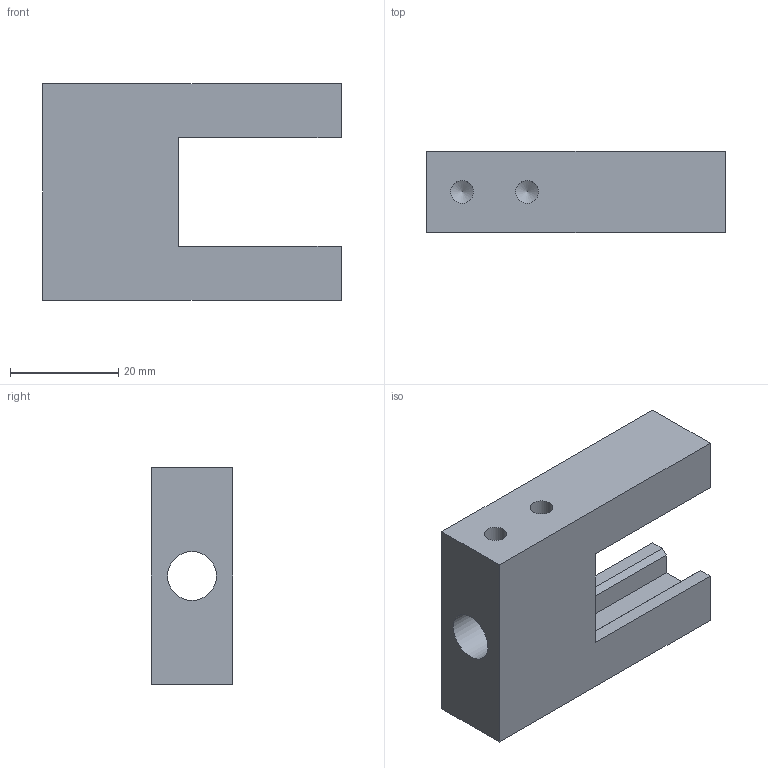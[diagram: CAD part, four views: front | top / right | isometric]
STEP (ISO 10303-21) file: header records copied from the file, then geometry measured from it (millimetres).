
FILE_DESCRIPTION(('FreeCAD Model'),'2;1');
FILE_NAME('Open CASCADE Shape Model','2024-12-23T11:10:31',(''),(''), 'Open CASCADE STEP processor 7.6','FreeCAD','Unknown');
FILE_SCHEMA(('AUTOMOTIVE_DESIGN { 1 0 10303 214 1 1 1 1 }'));
Length unit declared in the file: millimetre
Products named in the file (1): base_v2
Bounding box: 55 x 15 x 40 mm (x, y, z)
Volume: 19593.8 mm3; surface area: 8385.2 mm2
Topology: 1 solids, 1 shells, 31 faces, 83 edges, 54 vertices
Faces by surface type: plane 22, cylinder 5, cone 4
Full cylindrical faces by diameter (mm): 4.2 x4, 9 x1
Entity records: 961 total; most frequent: CARTESIAN_POINT 165, ORIENTED_EDGE 158, DIRECTION 153, EDGE_CURVE 79, LINE 69, VECTOR 69, VERTEX_POINT 54, AXIS2_PLACEMENT_3D 42
